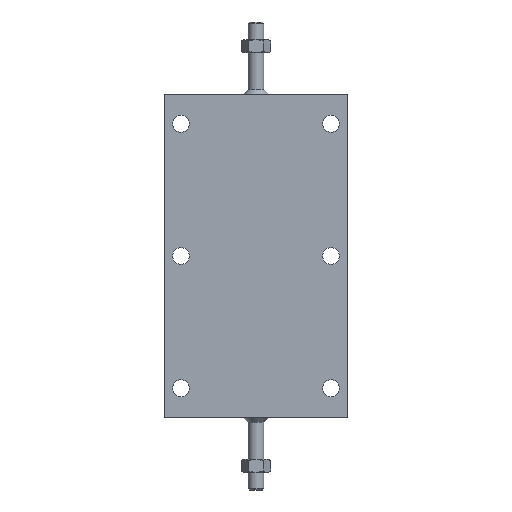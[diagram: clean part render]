
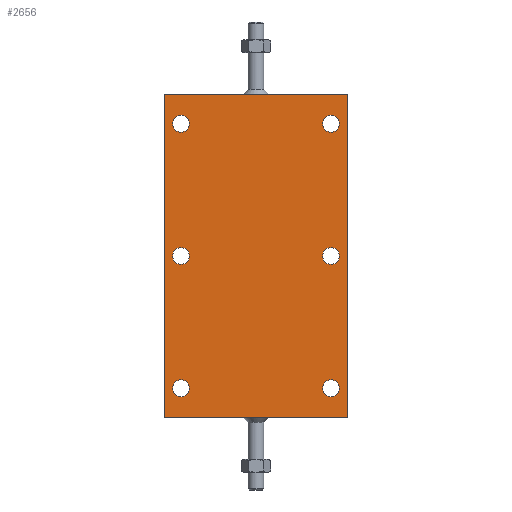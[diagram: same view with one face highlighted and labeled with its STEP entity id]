
A CAD part, front view. The second image highlights one B-rep face of the part: STEP entity #2656.
In plain terms, the highlighted planar face has unit normal (0, -1, 0).
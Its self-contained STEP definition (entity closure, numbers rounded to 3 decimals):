
#9 = CARTESIAN_POINT ( 'NONE',  ( -29.5, -20., 48.7 ) ) ;
#68 = CARTESIAN_POINT ( 'NONE',  ( -29.5, -20., 52. ) ) ;
#72 = DIRECTION ( 'NONE',  ( 0., 0., 1. ) ) ;
#102 = ORIENTED_EDGE ( 'NONE', *, *, #4540, .F. ) ;
#180 = CIRCLE ( 'NONE', #5897, 3.3 ) ;
#206 = VERTEX_POINT ( 'NONE', #2625 ) ;
#285 = VECTOR ( 'NONE', #2690, 1000. ) ;
#413 = CARTESIAN_POINT ( 'NONE',  ( -29.5, -20., 52. ) ) ;
#428 = VECTOR ( 'NONE', #3636, 1000. ) ;
#441 = LINE ( 'NONE', #1116, #285 ) ;
#450 = CARTESIAN_POINT ( 'NONE',  ( 29.5, -20., 48.7 ) ) ;
#475 = VERTEX_POINT ( 'NONE', #6204 ) ;
#482 = DIRECTION ( 'NONE',  ( 0., 0., 1. ) ) ;
#534 = VERTEX_POINT ( 'NONE', #974 ) ;
#555 = CIRCLE ( 'NONE', #6108, 3.3 ) ;
#600 = DIRECTION ( 'NONE',  ( 0., 0., 1. ) ) ;
#636 = CIRCLE ( 'NONE', #3806, 3.3 ) ;
#650 = CARTESIAN_POINT ( 'NONE',  ( 29.5, -20., -48.7 ) ) ;
#726 = ORIENTED_EDGE ( 'NONE', *, *, #4685, .F. ) ;
#902 = EDGE_CURVE ( 'NONE', #5338, #4244, #180, .T. ) ;
#907 = VECTOR ( 'NONE', #3453, 1000. ) ;
#923 = DIRECTION ( 'NONE',  ( 0., -1., 0. ) ) ;
#947 = DIRECTION ( 'NONE',  ( 0., 0., 1. ) ) ;
#974 = CARTESIAN_POINT ( 'NONE',  ( -36., -20., -63.5 ) ) ;
#1116 = CARTESIAN_POINT ( 'NONE',  ( 36., -20., -63.5 ) ) ;
#1155 = VERTEX_POINT ( 'NONE', #4510 ) ;
#1189 = CIRCLE ( 'NONE', #3265, 3.3 ) ;
#1199 = AXIS2_PLACEMENT_3D ( 'NONE', #4785, #4764, #4741 ) ;
#1233 = ORIENTED_EDGE ( 'NONE', *, *, #4287, .F. ) ;
#1239 = LINE ( 'NONE', #3478, #907 ) ;
#1249 = FACE_BOUND ( 'NONE', #3895, .T. ) ;
#1268 = VECTOR ( 'NONE', #4961, 1000. ) ;
#1321 = VERTEX_POINT ( 'NONE', #6724 ) ;
#1371 = CARTESIAN_POINT ( 'NONE',  ( -29.5, -20., 0. ) ) ;
#1413 = CARTESIAN_POINT ( 'NONE',  ( 29.5, -20., 55.3 ) ) ;
#1445 = CIRCLE ( 'NONE', #1199, 3.3 ) ;
#1446 = EDGE_CURVE ( 'NONE', #3328, #5758, #3960, .T. ) ;
#1500 = ORIENTED_EDGE ( 'NONE', *, *, #2145, .F. ) ;
#1515 = CIRCLE ( 'NONE', #5898, 3.3 ) ;
#1536 = FACE_OUTER_BOUND ( 'NONE', #3796, .T. ) ;
#1641 = CARTESIAN_POINT ( 'NONE',  ( -36., -20., -63.5 ) ) ;
#1707 = EDGE_CURVE ( 'NONE', #4189, #1937, #1239, .T. ) ;
#1754 = EDGE_LOOP ( 'NONE', ( #5480, #5973 ) ) ;
#1796 = CARTESIAN_POINT ( 'NONE',  ( -36., -20., -63.5 ) ) ;
#1828 = CARTESIAN_POINT ( 'NONE',  ( 29.5, -20., 52. ) ) ;
#1889 = AXIS2_PLACEMENT_3D ( 'NONE', #5195, #2015, #5732 ) ;
#1909 = DIRECTION ( 'NONE',  ( 0., 0., 1. ) ) ;
#1937 = VERTEX_POINT ( 'NONE', #4309 ) ;
#1998 = AXIS2_PLACEMENT_3D ( 'NONE', #6838, #3645, #482 ) ;
#2015 = DIRECTION ( 'NONE',  ( 0., -1., 0. ) ) ;
#2120 = CARTESIAN_POINT ( 'NONE',  ( 29.5, -20., 52. ) ) ;
#2145 = EDGE_CURVE ( 'NONE', #1155, #475, #1445, .T. ) ;
#2359 = DIRECTION ( 'NONE',  ( 0., 0., 1. ) ) ;
#2405 = CARTESIAN_POINT ( 'NONE',  ( 29.5, -20., -52. ) ) ;
#2423 = DIRECTION ( 'NONE',  ( 0., -1., 0. ) ) ;
#2466 = ORIENTED_EDGE ( 'NONE', *, *, #3963, .F. ) ;
#2468 = DIRECTION ( 'NONE',  ( 0., 0., 1. ) ) ;
#2608 = VERTEX_POINT ( 'NONE', #6370 ) ;
#2613 = VERTEX_POINT ( 'NONE', #4197 ) ;
#2625 = CARTESIAN_POINT ( 'NONE',  ( -29.5, -20., -55.3 ) ) ;
#2642 = LINE ( 'NONE', #1796, #1268 ) ;
#2656 = ADVANCED_FACE ( 'NONE', ( #1536, #6853, #4166, #5874, #4451, #6737, #1249 ), #5866, .F. ) ;
#2690 = DIRECTION ( 'NONE',  ( 0., 0., -1. ) ) ;
#2726 = DIRECTION ( 'NONE',  ( 0., 0., 1. ) ) ;
#2742 = EDGE_CURVE ( 'NONE', #206, #1321, #555, .T. ) ;
#2752 = ORIENTED_EDGE ( 'NONE', *, *, #5164, .F. ) ;
#2766 = DIRECTION ( 'NONE',  ( 0., -1., 0. ) ) ;
#2934 = CIRCLE ( 'NONE', #6049, 3.3 ) ;
#2952 = EDGE_CURVE ( 'NONE', #4334, #2613, #636, .T. ) ;
#2991 = CARTESIAN_POINT ( 'NONE',  ( -29.5, -20., -52. ) ) ;
#2992 = EDGE_CURVE ( 'NONE', #1321, #206, #3095, .T. ) ;
#2997 = AXIS2_PLACEMENT_3D ( 'NONE', #2405, #2423, #2468 ) ;
#3095 = CIRCLE ( 'NONE', #5231, 3.3 ) ;
#3157 = ORIENTED_EDGE ( 'NONE', *, *, #6708, .F. ) ;
#3175 = VERTEX_POINT ( 'NONE', #5800 ) ;
#3177 = ORIENTED_EDGE ( 'NONE', *, *, #5354, .F. ) ;
#3228 = DIRECTION ( 'NONE',  ( 0., 1., 0. ) ) ;
#3265 = AXIS2_PLACEMENT_3D ( 'NONE', #4071, #923, #4616 ) ;
#3328 = VERTEX_POINT ( 'NONE', #650 ) ;
#3453 = DIRECTION ( 'NONE',  ( 1., 0., 0. ) ) ;
#3478 = CARTESIAN_POINT ( 'NONE',  ( -36., -20., 63.5 ) ) ;
#3534 = DIRECTION ( 'NONE',  ( 0., 0., 1. ) ) ;
#3633 = EDGE_CURVE ( 'NONE', #5758, #3328, #4918, .T. ) ;
#3636 = DIRECTION ( 'NONE',  ( -1., 0., 0. ) ) ;
#3645 = DIRECTION ( 'NONE',  ( 0., -1., 0. ) ) ;
#3761 = DIRECTION ( 'NONE',  ( 0., -1., 0. ) ) ;
#3796 = EDGE_LOOP ( 'NONE', ( #4730, #2752, #3177, #3157 ) ) ;
#3806 = AXIS2_PLACEMENT_3D ( 'NONE', #1371, #5077, #1909 ) ;
#3895 = EDGE_LOOP ( 'NONE', ( #5249, #5684 ) ) ;
#3960 = CIRCLE ( 'NONE', #2997, 3.3 ) ;
#3963 = EDGE_CURVE ( 'NONE', #2608, #4744, #4758, .T. ) ;
#4071 = CARTESIAN_POINT ( 'NONE',  ( -29.5, -20., 0. ) ) ;
#4094 = DIRECTION ( 'NONE',  ( 0., -1., 0. ) ) ;
#4155 = CARTESIAN_POINT ( 'NONE',  ( -36., -20., -63.5 ) ) ;
#4158 = ORIENTED_EDGE ( 'NONE', *, *, #6294, .F. ) ;
#4166 = FACE_BOUND ( 'NONE', #5557, .T. ) ;
#4189 = VERTEX_POINT ( 'NONE', #6670 ) ;
#4197 = CARTESIAN_POINT ( 'NONE',  ( -29.5, -20., -3.3 ) ) ;
#4244 = VERTEX_POINT ( 'NONE', #1413 ) ;
#4287 = EDGE_CURVE ( 'NONE', #4744, #2608, #2934, .T. ) ;
#4309 = CARTESIAN_POINT ( 'NONE',  ( 36., -20., 63.5 ) ) ;
#4334 = VERTEX_POINT ( 'NONE', #4657 ) ;
#4343 = AXIS2_PLACEMENT_3D ( 'NONE', #68, #3761, #600 ) ;
#4392 = ORIENTED_EDGE ( 'NONE', *, *, #902, .F. ) ;
#4451 = FACE_BOUND ( 'NONE', #6807, .T. ) ;
#4510 = CARTESIAN_POINT ( 'NONE',  ( 29.5, -20., 3.3 ) ) ;
#4540 = EDGE_CURVE ( 'NONE', #4244, #5338, #1515, .T. ) ;
#4616 = DIRECTION ( 'NONE',  ( 0., 0., 1. ) ) ;
#4651 = AXIS2_PLACEMENT_3D ( 'NONE', #1641, #3228, #72 ) ;
#4657 = CARTESIAN_POINT ( 'NONE',  ( -29.5, -20., 3.3 ) ) ;
#4685 = EDGE_CURVE ( 'NONE', #2613, #4334, #1189, .T. ) ;
#4730 = ORIENTED_EDGE ( 'NONE', *, *, #1707, .F. ) ;
#4741 = DIRECTION ( 'NONE',  ( 0., 0., 1. ) ) ;
#4744 = VERTEX_POINT ( 'NONE', #9 ) ;
#4758 = CIRCLE ( 'NONE', #4343, 3.3 ) ;
#4764 = DIRECTION ( 'NONE',  ( 0., -1., 0. ) ) ;
#4785 = CARTESIAN_POINT ( 'NONE',  ( 29.5, -20., 0. ) ) ;
#4918 = CIRCLE ( 'NONE', #1998, 3.3 ) ;
#4961 = DIRECTION ( 'NONE',  ( 0., 0., 1. ) ) ;
#5077 = DIRECTION ( 'NONE',  ( 0., -1., 0. ) ) ;
#5145 = EDGE_LOOP ( 'NONE', ( #6884, #726 ) ) ;
#5157 = CARTESIAN_POINT ( 'NONE',  ( 29.5, -20., -55.3 ) ) ;
#5164 = EDGE_CURVE ( 'NONE', #534, #4189, #2642, .T. ) ;
#5195 = CARTESIAN_POINT ( 'NONE',  ( 29.5, -20., 0. ) ) ;
#5231 = AXIS2_PLACEMENT_3D ( 'NONE', #2991, #6736, #3534 ) ;
#5249 = ORIENTED_EDGE ( 'NONE', *, *, #1446, .F. ) ;
#5296 = EDGE_LOOP ( 'NONE', ( #102, #4392 ) ) ;
#5338 = VERTEX_POINT ( 'NONE', #450 ) ;
#5354 = EDGE_CURVE ( 'NONE', #3175, #534, #5730, .T. ) ;
#5480 = ORIENTED_EDGE ( 'NONE', *, *, #2992, .F. ) ;
#5537 = DIRECTION ( 'NONE',  ( 0., -1., 0. ) ) ;
#5557 = EDGE_LOOP ( 'NONE', ( #1500, #4158 ) ) ;
#5591 = CIRCLE ( 'NONE', #1889, 3.3 ) ;
#5684 = ORIENTED_EDGE ( 'NONE', *, *, #3633, .F. ) ;
#5730 = LINE ( 'NONE', #4155, #428 ) ;
#5732 = DIRECTION ( 'NONE',  ( 0., 0., 1. ) ) ;
#5758 = VERTEX_POINT ( 'NONE', #5157 ) ;
#5800 = CARTESIAN_POINT ( 'NONE',  ( 36., -20., -63.5 ) ) ;
#5866 = PLANE ( 'NONE',  #4651 ) ;
#5874 = FACE_BOUND ( 'NONE', #1754, .T. ) ;
#5897 = AXIS2_PLACEMENT_3D ( 'NONE', #2120, #6015, #2726 ) ;
#5898 = AXIS2_PLACEMENT_3D ( 'NONE', #1828, #5537, #2359 ) ;
#5962 = CARTESIAN_POINT ( 'NONE',  ( -29.5, -20., -52. ) ) ;
#5973 = ORIENTED_EDGE ( 'NONE', *, *, #2742, .F. ) ;
#6015 = DIRECTION ( 'NONE',  ( 0., -1., 0. ) ) ;
#6049 = AXIS2_PLACEMENT_3D ( 'NONE', #413, #4094, #947 ) ;
#6108 = AXIS2_PLACEMENT_3D ( 'NONE', #5962, #2766, #6511 ) ;
#6204 = CARTESIAN_POINT ( 'NONE',  ( 29.5, -20., -3.3 ) ) ;
#6294 = EDGE_CURVE ( 'NONE', #475, #1155, #5591, .T. ) ;
#6370 = CARTESIAN_POINT ( 'NONE',  ( -29.5, -20., 55.3 ) ) ;
#6511 = DIRECTION ( 'NONE',  ( 0., 0., 1. ) ) ;
#6670 = CARTESIAN_POINT ( 'NONE',  ( -36., -20., 63.5 ) ) ;
#6708 = EDGE_CURVE ( 'NONE', #1937, #3175, #441, .T. ) ;
#6724 = CARTESIAN_POINT ( 'NONE',  ( -29.5, -20., -48.7 ) ) ;
#6736 = DIRECTION ( 'NONE',  ( 0., -1., 0. ) ) ;
#6737 = FACE_BOUND ( 'NONE', #5296, .T. ) ;
#6807 = EDGE_LOOP ( 'NONE', ( #2466, #1233 ) ) ;
#6838 = CARTESIAN_POINT ( 'NONE',  ( 29.5, -20., -52. ) ) ;
#6853 = FACE_BOUND ( 'NONE', #5145, .T. ) ;
#6884 = ORIENTED_EDGE ( 'NONE', *, *, #2952, .F. ) ;
